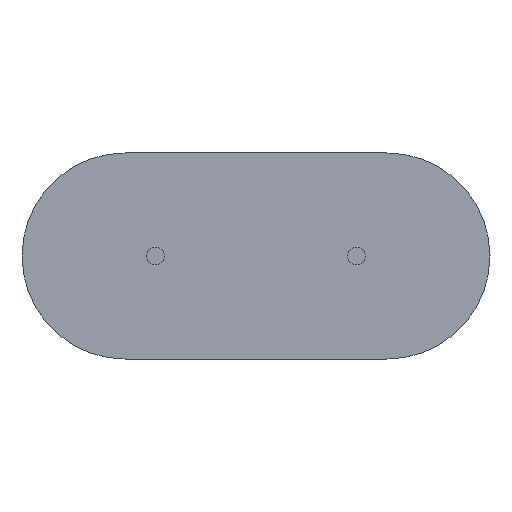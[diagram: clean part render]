
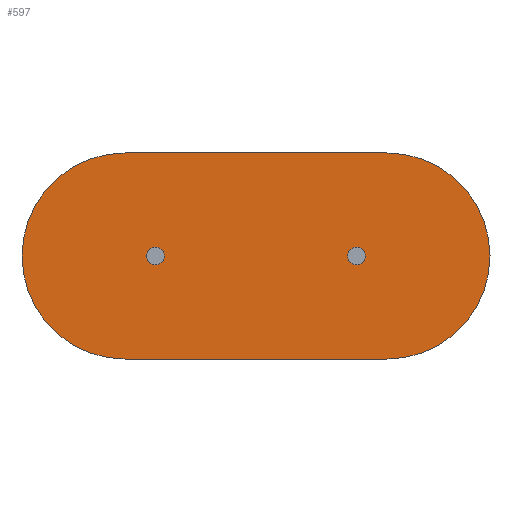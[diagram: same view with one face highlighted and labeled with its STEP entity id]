
A CAD part, front view. The second image highlights one B-rep face of the part: STEP entity #597.
In plain terms, the highlighted planar face has unit normal (0, -1, 0).
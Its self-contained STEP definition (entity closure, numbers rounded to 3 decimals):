
#11 = VERTEX_POINT ( 'NONE', #218 ) ;
#21 = VERTEX_POINT ( 'NONE', #214 ) ;
#32 = DIRECTION ( 'NONE',  ( 0., 1., 0. ) ) ;
#42 = DIRECTION ( 'NONE',  ( 0., 0., 1. ) ) ;
#48 = DIRECTION ( 'NONE',  ( 0., -1., 0. ) ) ;
#53 = ORIENTED_EDGE ( 'NONE', *, *, #543, .F. ) ;
#56 = AXIS2_PLACEMENT_3D ( 'NONE', #107, #48, #42 ) ;
#69 = CARTESIAN_POINT ( 'NONE',  ( 2.644, 0., 0. ) ) ;
#76 = EDGE_LOOP ( 'NONE', ( #438, #437 ) ) ;
#87 = CARTESIAN_POINT ( 'NONE',  ( 3.379, 0., 0. ) ) ;
#106 = CIRCLE ( 'NONE', #304, 0.215 ) ;
#107 = CARTESIAN_POINT ( 'NONE',  ( -2.236, 0., 0. ) ) ;
#114 = LINE ( 'NONE', #466, #519 ) ;
#130 = EDGE_LOOP ( 'NONE', ( #390, #332, #298, #53 ) ) ;
#151 = VERTEX_POINT ( 'NONE', #333 ) ;
#198 = AXIS2_PLACEMENT_3D ( 'NONE', #683, #32, #363 ) ;
#208 = CIRCLE ( 'NONE', #365, 2.5 ) ;
#209 = EDGE_LOOP ( 'NONE', ( #642, #506 ) ) ;
#214 = CARTESIAN_POINT ( 'NONE',  ( 2.644, 0., 0.215 ) ) ;
#218 = CARTESIAN_POINT ( 'NONE',  ( 3.379, 0., 2.5 ) ) ;
#229 = DIRECTION ( 'NONE',  ( 0., 0., 1. ) ) ;
#250 = DIRECTION ( 'NONE',  ( 0., 0., 1. ) ) ;
#253 = CIRCLE ( 'NONE', #198, 2.5 ) ;
#255 = VERTEX_POINT ( 'NONE', #452 ) ;
#257 = DIRECTION ( 'NONE',  ( 0., 0., 1. ) ) ;
#261 = LINE ( 'NONE', #639, #681 ) ;
#265 = VERTEX_POINT ( 'NONE', #523 ) ;
#278 = AXIS2_PLACEMENT_3D ( 'NONE', #302, #463, #412 ) ;
#281 = EDGE_CURVE ( 'NONE', #11, #427, #208, .T. ) ;
#292 = CARTESIAN_POINT ( 'NONE',  ( -2.971, 0., -2.5 ) ) ;
#298 = ORIENTED_EDGE ( 'NONE', *, *, #281, .F. ) ;
#302 = CARTESIAN_POINT ( 'NONE',  ( -2.236, 0., 0. ) ) ;
#304 = AXIS2_PLACEMENT_3D ( 'NONE', #307, #582, #250 ) ;
#307 = CARTESIAN_POINT ( 'NONE',  ( 2.644, 0., 0. ) ) ;
#316 = EDGE_CURVE ( 'NONE', #406, #21, #106, .T. ) ;
#320 = DIRECTION ( 'NONE',  ( 0., 1., 0. ) ) ;
#326 = EDGE_CURVE ( 'NONE', #684, #151, #253, .T. ) ;
#332 = ORIENTED_EDGE ( 'NONE', *, *, #423, .F. ) ;
#333 = CARTESIAN_POINT ( 'NONE',  ( -2.971, 0., 2.5 ) ) ;
#363 = DIRECTION ( 'NONE',  ( 0., 0., 1. ) ) ;
#365 = AXIS2_PLACEMENT_3D ( 'NONE', #87, #690, #692 ) ;
#390 = ORIENTED_EDGE ( 'NONE', *, *, #326, .F. ) ;
#406 = VERTEX_POINT ( 'NONE', #470 ) ;
#411 = DIRECTION ( 'NONE',  ( -1., 0., 0. ) ) ;
#412 = DIRECTION ( 'NONE',  ( 0., 0., 1. ) ) ;
#423 = EDGE_CURVE ( 'NONE', #427, #684, #114, .T. ) ;
#426 = CARTESIAN_POINT ( 'NONE',  ( -2.971, 0., 0. ) ) ;
#427 = VERTEX_POINT ( 'NONE', #694 ) ;
#437 = ORIENTED_EDGE ( 'NONE', *, *, #534, .F. ) ;
#438 = ORIENTED_EDGE ( 'NONE', *, *, #487, .F. ) ;
#451 = DIRECTION ( 'NONE',  ( 0., -1., 0. ) ) ;
#452 = CARTESIAN_POINT ( 'NONE',  ( -2.236, 0., -0.215 ) ) ;
#463 = DIRECTION ( 'NONE',  ( 0., -1., 0. ) ) ;
#466 = CARTESIAN_POINT ( 'NONE',  ( -2.971, 0., -2.5 ) ) ;
#470 = CARTESIAN_POINT ( 'NONE',  ( 2.644, 0., -0.215 ) ) ;
#487 = EDGE_CURVE ( 'NONE', #265, #255, #518, .T. ) ;
#506 = ORIENTED_EDGE ( 'NONE', *, *, #316, .F. ) ;
#518 = CIRCLE ( 'NONE', #56, 0.215 ) ;
#519 = VECTOR ( 'NONE', #411, 1000. ) ;
#523 = CARTESIAN_POINT ( 'NONE',  ( -2.236, 0., 0.215 ) ) ;
#534 = EDGE_CURVE ( 'NONE', #255, #265, #604, .T. ) ;
#537 = FACE_BOUND ( 'NONE', #209, .T. ) ;
#543 = EDGE_CURVE ( 'NONE', #151, #11, #261, .T. ) ;
#551 = FACE_BOUND ( 'NONE', #76, .T. ) ;
#566 = CIRCLE ( 'NONE', #601, 0.215 ) ;
#582 = DIRECTION ( 'NONE',  ( 0., -1., 0. ) ) ;
#592 = DIRECTION ( 'NONE',  ( 1., 0., 0. ) ) ;
#597 = ADVANCED_FACE ( 'NONE', ( #537, #551, #650 ), #645, .F. ) ;
#601 = AXIS2_PLACEMENT_3D ( 'NONE', #69, #451, #229 ) ;
#604 = CIRCLE ( 'NONE', #278, 0.215 ) ;
#639 = CARTESIAN_POINT ( 'NONE',  ( -2.971, 0., 2.5 ) ) ;
#642 = ORIENTED_EDGE ( 'NONE', *, *, #678, .F. ) ;
#645 = PLANE ( 'NONE',  #714 ) ;
#650 = FACE_OUTER_BOUND ( 'NONE', #130, .T. ) ;
#678 = EDGE_CURVE ( 'NONE', #21, #406, #566, .T. ) ;
#681 = VECTOR ( 'NONE', #592, 1000. ) ;
#683 = CARTESIAN_POINT ( 'NONE',  ( -2.971, 0., 0. ) ) ;
#684 = VERTEX_POINT ( 'NONE', #292 ) ;
#690 = DIRECTION ( 'NONE',  ( 0., 1., 0. ) ) ;
#692 = DIRECTION ( 'NONE',  ( 0., 0., 1. ) ) ;
#694 = CARTESIAN_POINT ( 'NONE',  ( 3.379, 0., -2.5 ) ) ;
#714 = AXIS2_PLACEMENT_3D ( 'NONE', #426, #320, #257 ) ;
